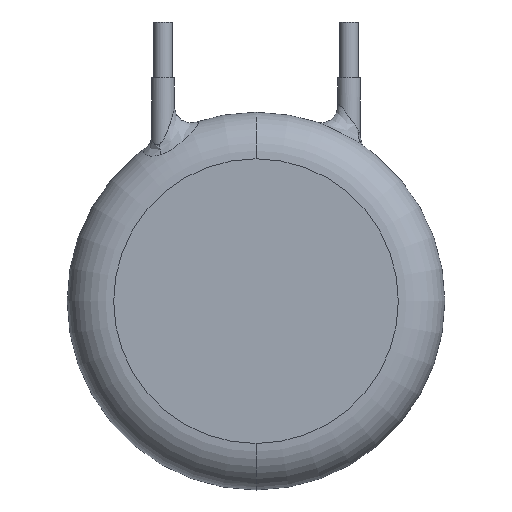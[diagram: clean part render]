
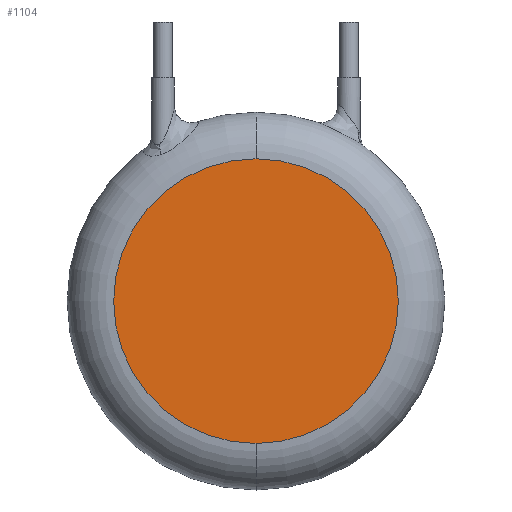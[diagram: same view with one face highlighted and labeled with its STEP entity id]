
A CAD part, front view. The second image highlights one B-rep face of the part: STEP entity #1104.
In plain terms, the highlighted planar face has unit normal (0, -1, 0).
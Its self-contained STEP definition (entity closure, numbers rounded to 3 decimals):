
#3 = FACE_OUTER_BOUND ( 'NONE', #172, .T. ) ;
#43 = DIRECTION ( 'NONE',  ( 0., 1., 0. ) ) ;
#113 = EDGE_CURVE ( 'NONE', #662, #753, #679, .T. ) ;
#149 = EDGE_CURVE ( 'NONE', #753, #662, #814, .T. ) ;
#151 = DIRECTION ( 'NONE',  ( 0., 0., 1. ) ) ;
#172 = EDGE_LOOP ( 'NONE', ( #277, #563 ) ) ;
#204 = AXIS2_PLACEMENT_3D ( 'NONE', #1102, #43, #671 ) ;
#277 = ORIENTED_EDGE ( 'NONE', *, *, #149, .F. ) ;
#332 = CARTESIAN_POINT ( 'NONE',  ( 0., -2.5, 0. ) ) ;
#389 = AXIS2_PLACEMENT_3D ( 'NONE', #332, #687, #151 ) ;
#421 = CARTESIAN_POINT ( 'NONE',  ( 0., -2.5, 7.65 ) ) ;
#431 = DIRECTION ( 'NONE',  ( 0., 1., 0. ) ) ;
#563 = ORIENTED_EDGE ( 'NONE', *, *, #113, .F. ) ;
#662 = VERTEX_POINT ( 'NONE', #668 ) ;
#668 = CARTESIAN_POINT ( 'NONE',  ( 0., -2.5, -7.65 ) ) ;
#671 = DIRECTION ( 'NONE',  ( 0., 0., 1. ) ) ;
#679 = CIRCLE ( 'NONE', #389, 7.65 ) ;
#687 = DIRECTION ( 'NONE',  ( 0., 1., 0. ) ) ;
#753 = VERTEX_POINT ( 'NONE', #421 ) ;
#757 = PLANE ( 'NONE',  #999 ) ;
#814 = CIRCLE ( 'NONE', #204, 7.65 ) ;
#844 = DIRECTION ( 'NONE',  ( 0., 0., 1. ) ) ;
#849 = CARTESIAN_POINT ( 'NONE',  ( 0., -2.5, 0. ) ) ;
#999 = AXIS2_PLACEMENT_3D ( 'NONE', #849, #431, #844 ) ;
#1102 = CARTESIAN_POINT ( 'NONE',  ( 0., -2.5, 0. ) ) ;
#1104 = ADVANCED_FACE ( 'NONE', ( #3 ), #757, .F. ) ;
